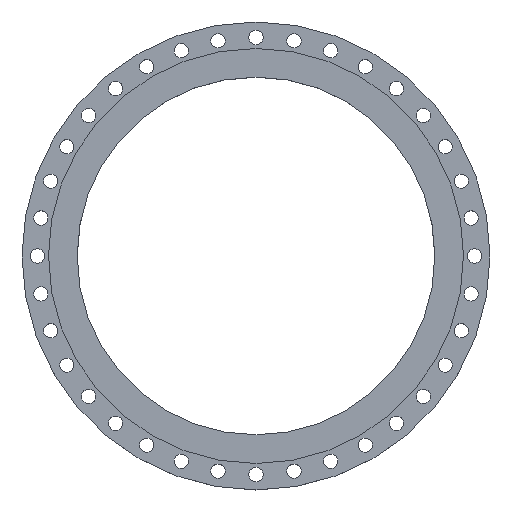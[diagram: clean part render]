
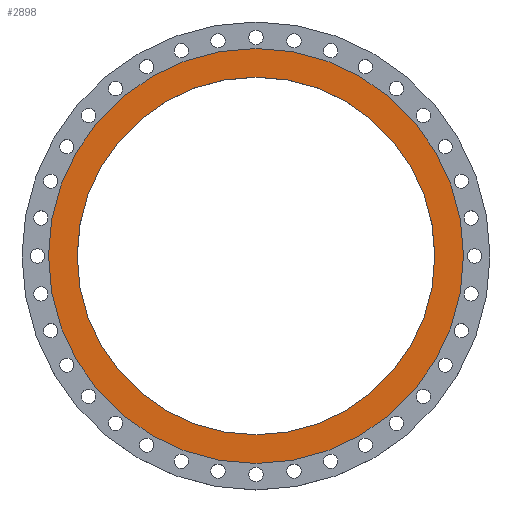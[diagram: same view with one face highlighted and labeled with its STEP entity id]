
A CAD part, top view. The second image highlights one B-rep face of the part: STEP entity #2898.
In plain terms, the highlighted planar face has unit normal (0, 0, 1).
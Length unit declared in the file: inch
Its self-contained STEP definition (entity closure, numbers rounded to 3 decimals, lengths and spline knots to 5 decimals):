
#5 = CIRCLE ( 'NONE', #899, 23.5 ) ;
#79 = EDGE_LOOP ( 'NONE', ( #2431, #2735 ) ) ;
#119 = CIRCLE ( 'NONE', #2756, 20.25 ) ;
#148 = CARTESIAN_POINT ( 'NONE',  ( 20.25, 0., 0. ) ) ;
#200 = PLANE ( 'NONE',  #849 ) ;
#253 = ORIENTED_EDGE ( 'NONE', *, *, #278, .T. ) ;
#278 = EDGE_CURVE ( 'NONE', #368, #1237, #1613, .T. ) ;
#368 = VERTEX_POINT ( 'NONE', #634 ) ;
#420 = DIRECTION ( 'NONE',  ( -1., 0., 0. ) ) ;
#520 = VERTEX_POINT ( 'NONE', #969 ) ;
#530 = VERTEX_POINT ( 'NONE', #148 ) ;
#634 = CARTESIAN_POINT ( 'NONE',  ( -23.5, 0., 0. ) ) ;
#698 = CARTESIAN_POINT ( 'NONE',  ( 0., 0., 0. ) ) ;
#849 = AXIS2_PLACEMENT_3D ( 'NONE', #1396, #2149, #420 ) ;
#889 = AXIS2_PLACEMENT_3D ( 'NONE', #2814, #3072, #893 ) ;
#893 = DIRECTION ( 'NONE',  ( 1., 0., 0. ) ) ;
#899 = AXIS2_PLACEMENT_3D ( 'NONE', #698, #1644, #1875 ) ;
#951 = DIRECTION ( 'NONE',  ( 0., 0., 1. ) ) ;
#969 = CARTESIAN_POINT ( 'NONE',  ( -20.25, 0., 0. ) ) ;
#1006 = EDGE_CURVE ( 'NONE', #530, #520, #1022, .T. ) ;
#1022 = CIRCLE ( 'NONE', #2532, 20.25 ) ;
#1237 = VERTEX_POINT ( 'NONE', #1389 ) ;
#1389 = CARTESIAN_POINT ( 'NONE',  ( 23.5, 0., 0. ) ) ;
#1396 = CARTESIAN_POINT ( 'NONE',  ( 0., 20.25, 0. ) ) ;
#1579 = EDGE_LOOP ( 'NONE', ( #2426, #253 ) ) ;
#1613 = CIRCLE ( 'NONE', #889, 23.5 ) ;
#1616 = EDGE_CURVE ( 'NONE', #520, #530, #119, .T. ) ;
#1644 = DIRECTION ( 'NONE',  ( 0., 0., 1. ) ) ;
#1848 = DIRECTION ( 'NONE',  ( 0., 0., 1. ) ) ;
#1875 = DIRECTION ( 'NONE',  ( 1., 0., 0. ) ) ;
#2088 = CARTESIAN_POINT ( 'NONE',  ( 0., 0., 0. ) ) ;
#2149 = DIRECTION ( 'NONE',  ( 0., 0., -1. ) ) ;
#2426 = ORIENTED_EDGE ( 'NONE', *, *, #2890, .T. ) ;
#2431 = ORIENTED_EDGE ( 'NONE', *, *, #1006, .F. ) ;
#2532 = AXIS2_PLACEMENT_3D ( 'NONE', #2088, #1848, #2821 ) ;
#2682 = FACE_BOUND ( 'NONE', #79, .T. ) ;
#2735 = ORIENTED_EDGE ( 'NONE', *, *, #1616, .F. ) ;
#2756 = AXIS2_PLACEMENT_3D ( 'NONE', #3202, #951, #2939 ) ;
#2814 = CARTESIAN_POINT ( 'NONE',  ( 0., 0., 0. ) ) ;
#2821 = DIRECTION ( 'NONE',  ( 1., 0., 0. ) ) ;
#2890 = EDGE_CURVE ( 'NONE', #1237, #368, #5, .T. ) ;
#2898 = ADVANCED_FACE ( 'NONE', ( #2682, #2905 ), #200, .F. ) ;
#2905 = FACE_OUTER_BOUND ( 'NONE', #1579, .T. ) ;
#2939 = DIRECTION ( 'NONE',  ( 1., 0., 0. ) ) ;
#3072 = DIRECTION ( 'NONE',  ( 0., 0., 1. ) ) ;
#3202 = CARTESIAN_POINT ( 'NONE',  ( 0., 0., 0. ) ) ;
